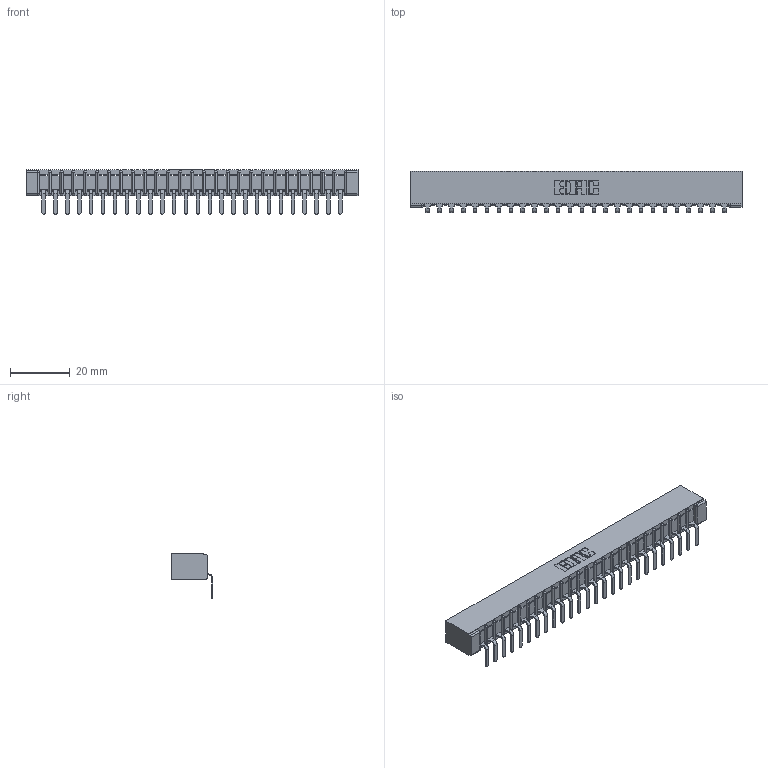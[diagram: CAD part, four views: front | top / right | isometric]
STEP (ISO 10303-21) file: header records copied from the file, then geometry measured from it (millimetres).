
FILE_DESCRIPTION (( 'STEP AP203' ), '1' );
FILE_NAME ('357-026-559-101.STEP', '2022-07-12T21:53:23', ( '' ), ( '' ), 'SwSTEP 2.0', 'SolidWorks 2020', '' );
FILE_SCHEMA (( 'CONFIG_CONTROL_DESIGN' ));
Length unit declared in the file: inch
Products named in the file (3): 307-290-001_558 559 - 1 (Single); 357-026-559-101; 307 Part_No Mounting Lugs
Assembly tree (27 placements, depth 2):
  357-026-559-101
    307 Part_No Mounting Lugs
    307-290-001_558 559 - 1 (Single)  x26
Bounding box: 110.9 x 13.7 x 14.81 mm (x, y, z)
Volume: 7204.5 mm3; surface area: 11701.1 mm2
Topology: 27 solids, 27 shells, 1697 faces, 4823 edges, 3106 vertices
Faces by surface type: plane 1080, cylinder 563, sphere 54
Entity records: 24088 total; most frequent: CARTESIAN_POINT 4052, ORIENTED_EDGE 4038, DIRECTION 3949, EDGE_CURVE 2019, VECTOR 1543, LINE 1543, VERTEX_POINT 1306, AXIS2_PLACEMENT_3D 1203
